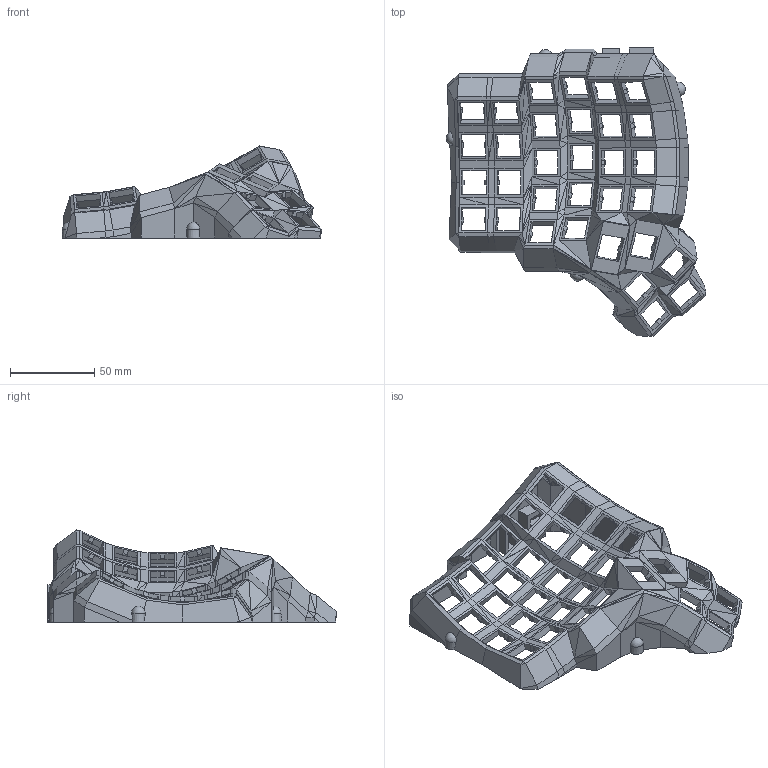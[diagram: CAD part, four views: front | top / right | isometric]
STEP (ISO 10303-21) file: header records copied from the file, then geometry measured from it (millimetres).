
FILE_DESCRIPTION(('Open CASCADE Model'),'2;1');
FILE_NAME('Open CASCADE Shape Model','2020-10-26T16:45:00',('Author'),( 'Open CASCADE'),'Open CASCADE STEP processor 7.4','Open CASCADE 7.4' ,'Unknown');
FILE_SCHEMA(('AUTOMOTIVE_DESIGN { 1 0 10303 214 1 1 1 1 }'));
Products named in the file (1): Open CASCADE STEP translator 7.4 2
Bounding box: 154.44 x 171.49 x 54.81 mm (x, y, z)
Surface area: 64900.1 mm2 (no closed solid volume)
Topology: 0 solids, 2 shells, 1287 faces, 2886 edges, 1599 vertices
Faces by surface type: plane 1193, cylinder 64, cone 15, sphere 15
Entity records: 72742 total; most frequent: CARTESIAN_POINT 13548, DIRECTION 11139, LINE 8191, VECTOR 8191, ORIENTED_EDGE 5754, PCURVE 5752, DEFINITIONAL_REPRESENTATION 5752, EDGE_CURVE 2878
